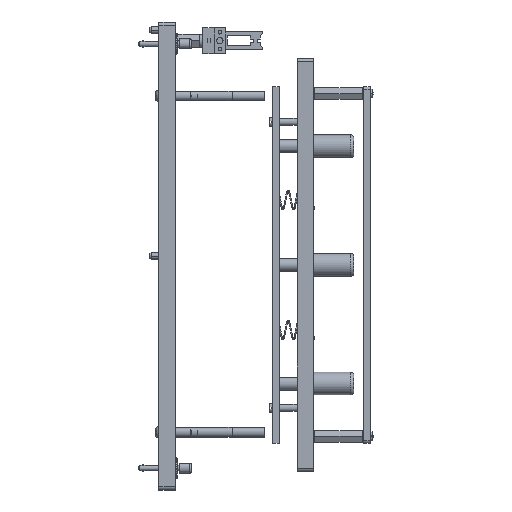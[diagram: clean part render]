
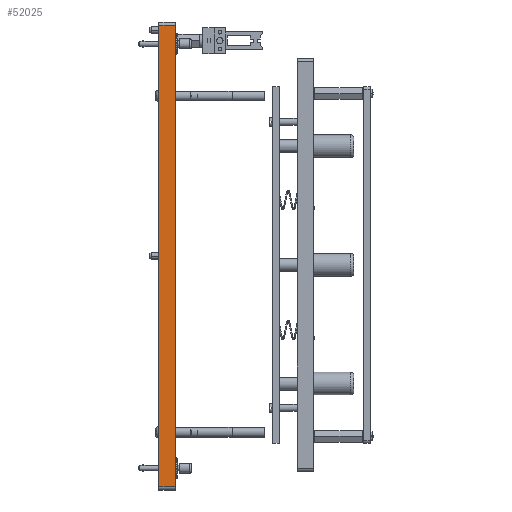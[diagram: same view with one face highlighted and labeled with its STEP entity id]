
A CAD part, left-side view. The second image highlights one B-rep face of the part: STEP entity #52025.
In plain terms, the highlighted planar face has unit normal (-1, 0, 0).
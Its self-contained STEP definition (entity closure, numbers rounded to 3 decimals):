
#250 = DIRECTION ( 'NONE',  ( 0., 0., -1. ) ) ;
#1257 = VECTOR ( 'NONE', #9526, 1000. ) ;
#3049 = CARTESIAN_POINT ( 'NONE',  ( 0., 286., 10. ) ) ;
#6705 = CARTESIAN_POINT ( 'NONE',  ( 0., 0., 0. ) ) ;
#8631 = ORIENTED_EDGE ( 'NONE', *, *, #49105, .F. ) ;
#8897 = CARTESIAN_POINT ( 'NONE',  ( 0., 2., 10. ) ) ;
#9526 = DIRECTION ( 'NONE',  ( 0., -1., 0. ) ) ;
#14796 = LINE ( 'NONE', #25216, #50139 ) ;
#17416 = VERTEX_POINT ( 'NONE', #3049 ) ;
#18619 = VECTOR ( 'NONE', #20712, 1000. ) ;
#18674 = DIRECTION ( 'NONE',  ( 1., 0., 0. ) ) ;
#19811 = EDGE_LOOP ( 'NONE', ( #56998, #48343, #8631, #53553 ) ) ;
#20712 = DIRECTION ( 'NONE',  ( 0., -1., 0. ) ) ;
#23116 = PLANE ( 'NONE',  #42213 ) ;
#25216 = CARTESIAN_POINT ( 'NONE',  ( 0., 286., 10. ) ) ;
#25302 = EDGE_CURVE ( 'NONE', #51398, #36989, #32730, .T. ) ;
#25428 = DIRECTION ( 'NONE',  ( 0., 0., -1. ) ) ;
#26197 = DIRECTION ( 'NONE',  ( 0., 0., 1. ) ) ;
#27166 = EDGE_CURVE ( 'NONE', #49985, #51398, #38131, .T. ) ;
#28688 = CARTESIAN_POINT ( 'NONE',  ( 0., 2., 0. ) ) ;
#32730 = LINE ( 'NONE', #8897, #54398 ) ;
#32993 = FACE_OUTER_BOUND ( 'NONE', #19811, .T. ) ;
#36937 = CARTESIAN_POINT ( 'NONE',  ( 0., 286., 0. ) ) ;
#36989 = VERTEX_POINT ( 'NONE', #54794 ) ;
#38131 = LINE ( 'NONE', #6705, #18619 ) ;
#38158 = LINE ( 'NONE', #45473, #1257 ) ;
#42213 = AXIS2_PLACEMENT_3D ( 'NONE', #59449, #18674, #250 ) ;
#45473 = CARTESIAN_POINT ( 'NONE',  ( 0., 0., 10. ) ) ;
#48343 = ORIENTED_EDGE ( 'NONE', *, *, #25302, .T. ) ;
#49105 = EDGE_CURVE ( 'NONE', #17416, #36989, #38158, .T. ) ;
#49985 = VERTEX_POINT ( 'NONE', #36937 ) ;
#50139 = VECTOR ( 'NONE', #25428, 1000. ) ;
#51398 = VERTEX_POINT ( 'NONE', #28688 ) ;
#52025 = ADVANCED_FACE ( 'NONE', ( #32993 ), #23116, .F. ) ;
#53553 = ORIENTED_EDGE ( 'NONE', *, *, #53712, .T. ) ;
#53712 = EDGE_CURVE ( 'NONE', #17416, #49985, #14796, .T. ) ;
#54398 = VECTOR ( 'NONE', #26197, 1000. ) ;
#54794 = CARTESIAN_POINT ( 'NONE',  ( 0., 2., 10. ) ) ;
#56998 = ORIENTED_EDGE ( 'NONE', *, *, #27166, .T. ) ;
#59449 = CARTESIAN_POINT ( 'NONE',  ( 0., 0., 10. ) ) ;
